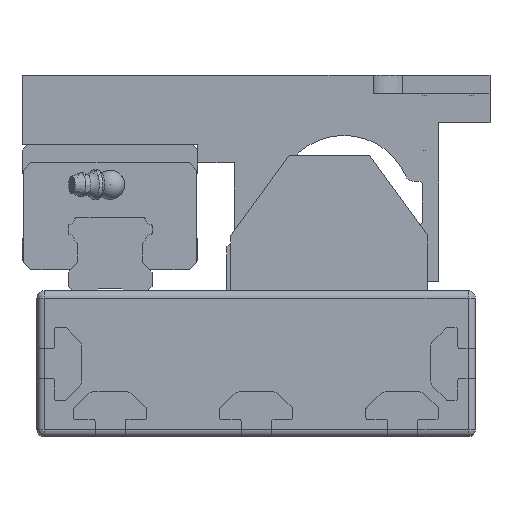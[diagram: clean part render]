
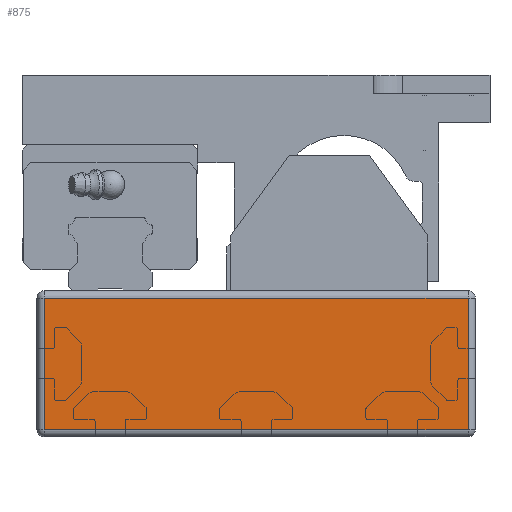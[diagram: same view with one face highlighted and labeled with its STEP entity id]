
A CAD part, left-side view. The second image highlights one B-rep face of the part: STEP entity #875.
In plain terms, the highlighted planar face has unit normal (-1, 0, 0).
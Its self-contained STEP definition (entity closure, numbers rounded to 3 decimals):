
#875 = ADVANCED_FACE( '', ( #1991 ), #1992, .T. );
#1991 = FACE_OUTER_BOUND( '', #3420, .T. );
#1992 = PLANE( '', #3421 );
#3420 = EDGE_LOOP( '', ( #5939, #5940, #5941, #5942 ) );
#3421 = AXIS2_PLACEMENT_3D( '', #5943, #5944, #5945 );
#5939 = ORIENTED_EDGE( '', *, *, #8142, .F. );
#5940 = ORIENTED_EDGE( '', *, *, #8702, .F. );
#5941 = ORIENTED_EDGE( '', *, *, #8486, .F. );
#5942 = ORIENTED_EDGE( '', *, *, #8703, .F. );
#5943 = CARTESIAN_POINT( '', ( -643., 58., 38. ) );
#5944 = DIRECTION( '', ( -1., 0., 0. ) );
#5945 = DIRECTION( '', ( 0., 0., 1. ) );
#8142 = EDGE_CURVE( '', #9816, #9576, #9818, .T. );
#8486 = EDGE_CURVE( '', #9346, #9610, #10361, .T. );
#8702 = EDGE_CURVE( '', #9610, #9816, #10677, .T. );
#8703 = EDGE_CURVE( '', #9576, #9346, #10678, .T. );
#9346 = VERTEX_POINT( '', #11533 );
#9576 = VERTEX_POINT( '', #11833 );
#9610 = VERTEX_POINT( '', #11874 );
#9816 = VERTEX_POINT( '', #12141 );
#9818 = LINE( '', #12143, #12144 );
#10361 = LINE( '', #12879, #12880 );
#10677 = LINE( '', #13325, #13326 );
#10678 = LINE( '', #13327, #13328 );
#11533 = CARTESIAN_POINT( '', ( -643., -58., 38. ) );
#11833 = CARTESIAN_POINT( '', ( -643., 58., 38. ) );
#11874 = CARTESIAN_POINT( '', ( -643., -58., 2. ) );
#12141 = CARTESIAN_POINT( '', ( -643., 58., 2. ) );
#12143 = CARTESIAN_POINT( '', ( -643., 58., 38. ) );
#12144 = VECTOR( '', #14631, 1000. );
#12879 = CARTESIAN_POINT( '', ( -643., -58., 2. ) );
#12880 = VECTOR( '', #15040, 1000. );
#13325 = CARTESIAN_POINT( '', ( -643., 58., 2. ) );
#13326 = VECTOR( '', #15278, 1000. );
#13327 = CARTESIAN_POINT( '', ( -643., -58., 38. ) );
#13328 = VECTOR( '', #15279, 1000. );
#14631 = DIRECTION( '', ( 0., 0., 1. ) );
#15040 = DIRECTION( '', ( 0., 0., -1. ) );
#15278 = DIRECTION( '', ( 0., 1., 0. ) );
#15279 = DIRECTION( '', ( 0., -1., 0. ) );
